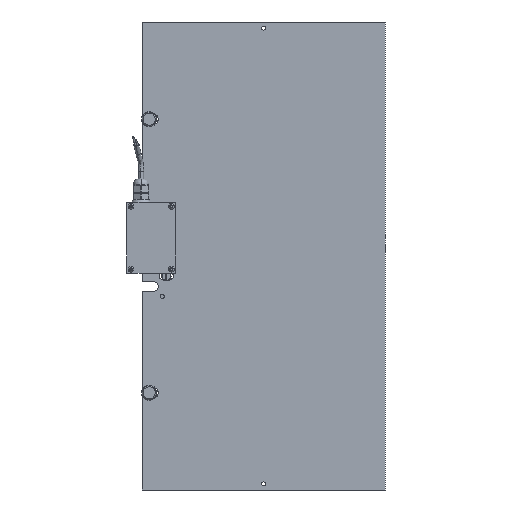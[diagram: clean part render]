
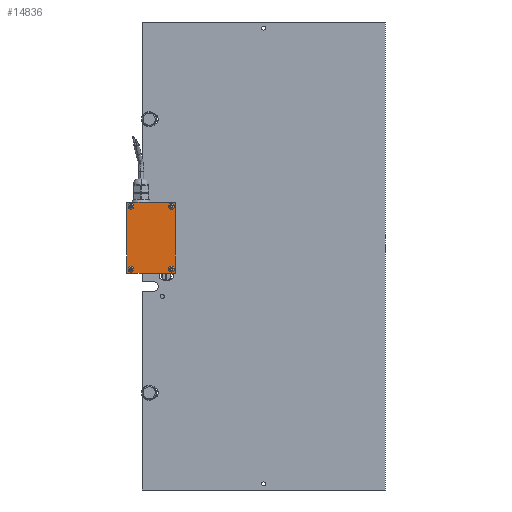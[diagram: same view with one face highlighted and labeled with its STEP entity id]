
A CAD part, front view. The second image highlights one B-rep face of the part: STEP entity #14836.
In plain terms, the highlighted planar face has unit normal (0, -1, 0).
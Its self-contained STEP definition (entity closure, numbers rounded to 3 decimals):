
#214 = CARTESIAN_POINT ( 'NONE',  ( 24., 0., -35. ) ) ;
#415 = CARTESIAN_POINT ( 'NONE',  ( -20., 0., 31. ) ) ;
#474 = CARTESIAN_POINT ( 'NONE',  ( -20., 0., -29.2 ) ) ;
#478 = EDGE_LOOP ( 'NONE', ( #15136, #12614 ) ) ;
#551 = VECTOR ( 'NONE', #3886, 1000. ) ;
#944 = CARTESIAN_POINT ( 'NONE',  ( 20., 0., -31. ) ) ;
#1033 = DIRECTION ( 'NONE',  ( 0., -1., 0. ) ) ;
#1131 = CARTESIAN_POINT ( 'NONE',  ( 20., 0., 32.8 ) ) ;
#1607 = EDGE_CURVE ( 'NONE', #5263, #8406, #17155, .T. ) ;
#1810 = LINE ( 'NONE', #13629, #11838 ) ;
#1915 = DIRECTION ( 'NONE',  ( 0., -1., 0. ) ) ;
#2111 = EDGE_CURVE ( 'NONE', #10995, #11422, #13711, .T. ) ;
#2221 = CARTESIAN_POINT ( 'NONE',  ( -20., 0., -32.8 ) ) ;
#2505 = DIRECTION ( 'NONE',  ( 0., -1., 0. ) ) ;
#2596 = CARTESIAN_POINT ( 'NONE',  ( -24., 0., -35. ) ) ;
#3012 = FACE_BOUND ( 'NONE', #15465, .T. ) ;
#3187 = CARTESIAN_POINT ( 'NONE',  ( 0., 0., 0. ) ) ;
#3205 = VERTEX_POINT ( 'NONE', #12183 ) ;
#3222 = CIRCLE ( 'NONE', #6958, 1.8 ) ;
#3226 = ORIENTED_EDGE ( 'NONE', *, *, #12528, .F. ) ;
#3287 = FACE_OUTER_BOUND ( 'NONE', #4649, .T. ) ;
#3798 = CARTESIAN_POINT ( 'NONE',  ( 20., 0., 31. ) ) ;
#3886 = DIRECTION ( 'NONE',  ( -1., 0., 0. ) ) ;
#3910 = DIRECTION ( 'NONE',  ( 0., 0., -1. ) ) ;
#3980 = VECTOR ( 'NONE', #9242, 1000. ) ;
#4153 = AXIS2_PLACEMENT_3D ( 'NONE', #944, #17545, #11730 ) ;
#4316 = CARTESIAN_POINT ( 'NONE',  ( -20., 0., 32.8 ) ) ;
#4367 = ORIENTED_EDGE ( 'NONE', *, *, #1607, .F. ) ;
#4396 = AXIS2_PLACEMENT_3D ( 'NONE', #3187, #9219, #16280 ) ;
#4436 = EDGE_CURVE ( 'NONE', #11422, #10995, #8804, .T. ) ;
#4649 = EDGE_LOOP ( 'NONE', ( #13156, #4367, #14095, #15819 ) ) ;
#4671 = FACE_BOUND ( 'NONE', #14988, .T. ) ;
#4783 = CIRCLE ( 'NONE', #5094, 1.8 ) ;
#4790 = AXIS2_PLACEMENT_3D ( 'NONE', #7269, #1033, #11516 ) ;
#5036 = AXIS2_PLACEMENT_3D ( 'NONE', #415, #15352, #18188 ) ;
#5094 = AXIS2_PLACEMENT_3D ( 'NONE', #3798, #18645, #3910 ) ;
#5263 = VERTEX_POINT ( 'NONE', #11062 ) ;
#5419 = VERTEX_POINT ( 'NONE', #1131 ) ;
#5627 = ORIENTED_EDGE ( 'NONE', *, *, #2111, .F. ) ;
#5892 = EDGE_CURVE ( 'NONE', #9233, #14482, #11200, .T. ) ;
#6023 = CIRCLE ( 'NONE', #4790, 1.8 ) ;
#6407 = CARTESIAN_POINT ( 'NONE',  ( -24., 0., 35. ) ) ;
#6467 = DIRECTION ( 'NONE',  ( 0., 0., -1. ) ) ;
#6739 = CARTESIAN_POINT ( 'NONE',  ( 24., 0., 35. ) ) ;
#6958 = AXIS2_PLACEMENT_3D ( 'NONE', #15015, #1915, #7858 ) ;
#6966 = CARTESIAN_POINT ( 'NONE',  ( 20., 0., -31. ) ) ;
#7269 = CARTESIAN_POINT ( 'NONE',  ( -20., 0., -31. ) ) ;
#7736 = EDGE_CURVE ( 'NONE', #8406, #13340, #16593, .T. ) ;
#7858 = DIRECTION ( 'NONE',  ( 0., 0., -1. ) ) ;
#7977 = EDGE_CURVE ( 'NONE', #13340, #10984, #12873, .T. ) ;
#8230 = ORIENTED_EDGE ( 'NONE', *, *, #12311, .F. ) ;
#8406 = VERTEX_POINT ( 'NONE', #6739 ) ;
#8489 = AXIS2_PLACEMENT_3D ( 'NONE', #6966, #10160, #18976 ) ;
#8517 = AXIS2_PLACEMENT_3D ( 'NONE', #16627, #14982, #6467 ) ;
#8804 = CIRCLE ( 'NONE', #4153, 1.8 ) ;
#9213 = CARTESIAN_POINT ( 'NONE',  ( 20., 0., -32.8 ) ) ;
#9219 = DIRECTION ( 'NONE',  ( 0., -1., 0. ) ) ;
#9233 = VERTEX_POINT ( 'NONE', #9949 ) ;
#9242 = DIRECTION ( 'NONE',  ( 0., 0., -1. ) ) ;
#9403 = CARTESIAN_POINT ( 'NONE',  ( -24., 0., -35. ) ) ;
#9689 = DIRECTION ( 'NONE',  ( 1., 0., 0. ) ) ;
#9702 = AXIS2_PLACEMENT_3D ( 'NONE', #14431, #2505, #12884 ) ;
#9789 = ORIENTED_EDGE ( 'NONE', *, *, #4436, .F. ) ;
#9949 = CARTESIAN_POINT ( 'NONE',  ( -20., 0., 29.2 ) ) ;
#10160 = DIRECTION ( 'NONE',  ( 0., -1., 0. ) ) ;
#10664 = FACE_BOUND ( 'NONE', #12184, .T. ) ;
#10984 = VERTEX_POINT ( 'NONE', #9403 ) ;
#10995 = VERTEX_POINT ( 'NONE', #9213 ) ;
#11043 = EDGE_CURVE ( 'NONE', #10984, #5263, #1810, .T. ) ;
#11062 = CARTESIAN_POINT ( 'NONE',  ( -24., 0., 35. ) ) ;
#11200 = CIRCLE ( 'NONE', #5036, 1.8 ) ;
#11296 = CIRCLE ( 'NONE', #8517, 1.8 ) ;
#11422 = VERTEX_POINT ( 'NONE', #18855 ) ;
#11516 = DIRECTION ( 'NONE',  ( 0., 0., -1. ) ) ;
#11730 = DIRECTION ( 'NONE',  ( 0., 0., -1. ) ) ;
#11838 = VECTOR ( 'NONE', #13544, 1000. ) ;
#11955 = CARTESIAN_POINT ( 'NONE',  ( 24., 0., 35. ) ) ;
#12183 = CARTESIAN_POINT ( 'NONE',  ( 20., 0., 29.2 ) ) ;
#12184 = EDGE_LOOP ( 'NONE', ( #16029, #3226 ) ) ;
#12311 = EDGE_CURVE ( 'NONE', #14768, #17651, #6023, .T. ) ;
#12528 = EDGE_CURVE ( 'NONE', #14482, #9233, #3222, .T. ) ;
#12614 = ORIENTED_EDGE ( 'NONE', *, *, #12918, .F. ) ;
#12873 = LINE ( 'NONE', #2596, #551 ) ;
#12884 = DIRECTION ( 'NONE',  ( 0., 0., -1. ) ) ;
#12918 = EDGE_CURVE ( 'NONE', #5419, #3205, #11296, .T. ) ;
#13156 = ORIENTED_EDGE ( 'NONE', *, *, #7736, .F. ) ;
#13252 = ORIENTED_EDGE ( 'NONE', *, *, #16193, .F. ) ;
#13340 = VERTEX_POINT ( 'NONE', #214 ) ;
#13544 = DIRECTION ( 'NONE',  ( 0., 0., 1. ) ) ;
#13629 = CARTESIAN_POINT ( 'NONE',  ( -24., 0., 35. ) ) ;
#13711 = CIRCLE ( 'NONE', #8489, 1.8 ) ;
#14095 = ORIENTED_EDGE ( 'NONE', *, *, #11043, .F. ) ;
#14431 = CARTESIAN_POINT ( 'NONE',  ( -20., 0., -31. ) ) ;
#14482 = VERTEX_POINT ( 'NONE', #4316 ) ;
#14768 = VERTEX_POINT ( 'NONE', #2221 ) ;
#14815 = PLANE ( 'NONE',  #4396 ) ;
#14836 = ADVANCED_FACE ( 'NONE', ( #4671, #17743, #10664, #3012, #3287 ), #14815, .T. ) ;
#14982 = DIRECTION ( 'NONE',  ( 0., -1., 0. ) ) ;
#14988 = EDGE_LOOP ( 'NONE', ( #5627, #9789 ) ) ;
#15015 = CARTESIAN_POINT ( 'NONE',  ( -20., 0., 31. ) ) ;
#15136 = ORIENTED_EDGE ( 'NONE', *, *, #15657, .F. ) ;
#15352 = DIRECTION ( 'NONE',  ( 0., -1., 0. ) ) ;
#15465 = EDGE_LOOP ( 'NONE', ( #8230, #13252 ) ) ;
#15657 = EDGE_CURVE ( 'NONE', #3205, #5419, #4783, .T. ) ;
#15819 = ORIENTED_EDGE ( 'NONE', *, *, #7977, .F. ) ;
#15873 = VECTOR ( 'NONE', #9689, 1000. ) ;
#16029 = ORIENTED_EDGE ( 'NONE', *, *, #5892, .F. ) ;
#16193 = EDGE_CURVE ( 'NONE', #17651, #14768, #16490, .T. ) ;
#16280 = DIRECTION ( 'NONE',  ( 0., 0., -1. ) ) ;
#16490 = CIRCLE ( 'NONE', #9702, 1.8 ) ;
#16593 = LINE ( 'NONE', #11955, #3980 ) ;
#16627 = CARTESIAN_POINT ( 'NONE',  ( 20., 0., 31. ) ) ;
#17155 = LINE ( 'NONE', #6407, #15873 ) ;
#17545 = DIRECTION ( 'NONE',  ( 0., -1., 0. ) ) ;
#17651 = VERTEX_POINT ( 'NONE', #474 ) ;
#17743 = FACE_BOUND ( 'NONE', #478, .T. ) ;
#18188 = DIRECTION ( 'NONE',  ( 0., 0., -1. ) ) ;
#18645 = DIRECTION ( 'NONE',  ( 0., -1., 0. ) ) ;
#18855 = CARTESIAN_POINT ( 'NONE',  ( 20., 0., -29.2 ) ) ;
#18976 = DIRECTION ( 'NONE',  ( 0., 0., -1. ) ) ;
